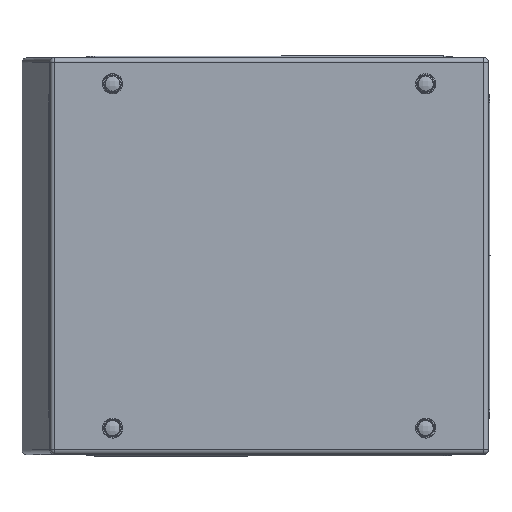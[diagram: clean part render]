
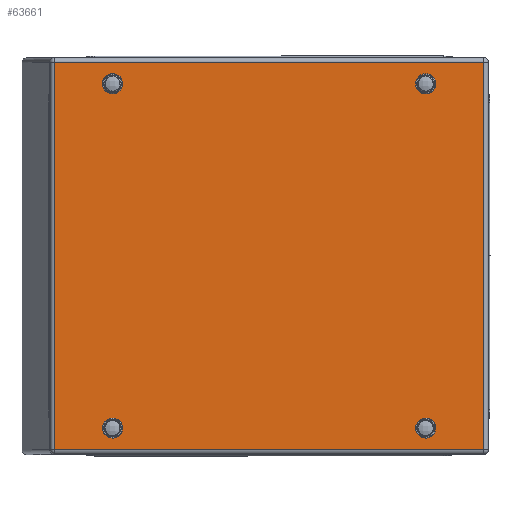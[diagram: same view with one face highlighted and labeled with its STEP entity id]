
A CAD part, top view. The second image highlights one B-rep face of the part: STEP entity #63661.
In plain terms, the highlighted planar face has unit normal (0, 0, 1).
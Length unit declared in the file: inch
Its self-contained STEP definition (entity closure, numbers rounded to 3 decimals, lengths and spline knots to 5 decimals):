
#1179 = VERTEX_POINT ( 'NONE', #8752 ) ;
#1683 = FACE_BOUND ( 'NONE', #10561, .T. ) ;
#2971 = DIRECTION ( 'NONE',  ( 0., 0., 1. ) ) ;
#3988 = VERTEX_POINT ( 'NONE', #52245 ) ;
#4257 = ORIENTED_EDGE ( 'NONE', *, *, #66631, .T. ) ;
#4576 = VERTEX_POINT ( 'NONE', #40626 ) ;
#4927 = DIRECTION ( 'NONE',  ( 0., -1., 0. ) ) ;
#5755 = EDGE_LOOP ( 'NONE', ( #12105 ) ) ;
#6555 = VECTOR ( 'NONE', #18483, 39.37008 ) ;
#7573 = EDGE_LOOP ( 'NONE', ( #61259 ) ) ;
#8663 = LINE ( 'NONE', #19180, #18946 ) ;
#8752 = CARTESIAN_POINT ( 'NONE',  ( 0.11, 9.39, 4.748 ) ) ;
#9293 = DIRECTION ( 'NONE',  ( 1., 0., 0. ) ) ;
#9836 = EDGE_CURVE ( 'NONE', #20817, #3988, #8663, .T. ) ;
#10218 = ORIENTED_EDGE ( 'NONE', *, *, #56048, .T. ) ;
#10561 = EDGE_LOOP ( 'NONE', ( #51011 ) ) ;
#10835 = DIRECTION ( 'NONE',  ( 0., 0., 1. ) ) ;
#12105 = ORIENTED_EDGE ( 'NONE', *, *, #13166, .F. ) ;
#12901 = VERTEX_POINT ( 'NONE', #65254 ) ;
#13166 = EDGE_CURVE ( 'NONE', #60575, #60575, #28082, .T. ) ;
#13599 = EDGE_CURVE ( 'NONE', #45558, #45558, #21566, .T. ) ;
#13751 = DIRECTION ( 'NONE',  ( 0., 0., 1. ) ) ;
#13786 = DIRECTION ( 'NONE',  ( 0., 0., 1. ) ) ;
#15167 = DIRECTION ( 'NONE',  ( 0., 0., 1. ) ) ;
#17328 = FACE_BOUND ( 'NONE', #7573, .T. ) ;
#17551 = EDGE_LOOP ( 'NONE', ( #63154 ) ) ;
#18483 = DIRECTION ( 'NONE',  ( 0., 1., 0. ) ) ;
#18495 = CARTESIAN_POINT ( 'NONE',  ( 9., 0.625, 4.748 ) ) ;
#18504 = LINE ( 'NONE', #39287, #44617 ) ;
#18585 = FACE_OUTER_BOUND ( 'NONE', #54995, .T. ) ;
#18946 = VECTOR ( 'NONE', #9293, 39.37008 ) ;
#19180 = CARTESIAN_POINT ( 'NONE',  ( 10.5, 0.11, 4.748 ) ) ;
#20283 = AXIS2_PLACEMENT_3D ( 'NONE', #18495, #13751, #24612 ) ;
#20817 = VERTEX_POINT ( 'NONE', #52547 ) ;
#20925 = ORIENTED_EDGE ( 'NONE', *, *, #9836, .T. ) ;
#21566 = CIRCLE ( 'NONE', #28110, 0.14 ) ;
#23642 = DIRECTION ( 'NONE',  ( 0., -1., 0. ) ) ;
#23698 = FACE_BOUND ( 'NONE', #5755, .T. ) ;
#24069 = DIRECTION ( 'NONE',  ( 0., -1., 0. ) ) ;
#24286 = DIRECTION ( 'NONE',  ( 0., -1., 0. ) ) ;
#24612 = DIRECTION ( 'NONE',  ( 0., -1., 0. ) ) ;
#28033 = LINE ( 'NONE', #33096, #6555 ) ;
#28082 = CIRCLE ( 'NONE', #63894, 0.14 ) ;
#28110 = AXIS2_PLACEMENT_3D ( 'NONE', #50519, #13786, #23642 ) ;
#29303 = CARTESIAN_POINT ( 'NONE',  ( 1.5, 0.485, 4.748 ) ) ;
#29803 = FACE_BOUND ( 'NONE', #17551, .T. ) ;
#30589 = CARTESIAN_POINT ( 'NONE',  ( 1.5, 8.875, 4.748 ) ) ;
#31315 = EDGE_CURVE ( 'NONE', #63240, #63240, #42849, .T. ) ;
#33096 = CARTESIAN_POINT ( 'NONE',  ( 10.39, 9.5, 4.748 ) ) ;
#36592 = DIRECTION ( 'NONE',  ( -1., 0., 0. ) ) ;
#37062 = ORIENTED_EDGE ( 'NONE', *, *, #59280, .T. ) ;
#39287 = CARTESIAN_POINT ( 'NONE',  ( 0.11, 0., 4.748 ) ) ;
#39494 = CARTESIAN_POINT ( 'NONE',  ( 1.5, 8.735, 4.748 ) ) ;
#40344 = PLANE ( 'NONE',  #57097 ) ;
#40626 = CARTESIAN_POINT ( 'NONE',  ( 10.39, 9.39, 4.748 ) ) ;
#40777 = DIRECTION ( 'NONE',  ( 0., -1., 0. ) ) ;
#41650 = EDGE_CURVE ( 'NONE', #12901, #12901, #54045, .T. ) ;
#42000 = CARTESIAN_POINT ( 'NONE',  ( 0., 9.39, 4.748 ) ) ;
#42849 = CIRCLE ( 'NONE', #45039, 0.14 ) ;
#44617 = VECTOR ( 'NONE', #24286, 39.37008 ) ;
#45039 = AXIS2_PLACEMENT_3D ( 'NONE', #49593, #2971, #24069 ) ;
#45558 = VERTEX_POINT ( 'NONE', #29303 ) ;
#46109 = LINE ( 'NONE', #42000, #47575 ) ;
#47575 = VECTOR ( 'NONE', #36592, 39.37008 ) ;
#47949 = CARTESIAN_POINT ( 'NONE',  ( 9., 8.735, 4.748 ) ) ;
#49593 = CARTESIAN_POINT ( 'NONE',  ( 9., 8.875, 4.748 ) ) ;
#50519 = CARTESIAN_POINT ( 'NONE',  ( 1.5, 0.625, 4.748 ) ) ;
#51011 = ORIENTED_EDGE ( 'NONE', *, *, #41650, .F. ) ;
#52245 = CARTESIAN_POINT ( 'NONE',  ( 10.39, 0.11, 4.748 ) ) ;
#52547 = CARTESIAN_POINT ( 'NONE',  ( 0.11, 0.11, 4.748 ) ) ;
#54045 = CIRCLE ( 'NONE', #20283, 0.14 ) ;
#54995 = EDGE_LOOP ( 'NONE', ( #4257, #37062, #20925, #10218 ) ) ;
#56048 = EDGE_CURVE ( 'NONE', #3988, #4576, #28033, .T. ) ;
#57097 = AXIS2_PLACEMENT_3D ( 'NONE', #58829, #15167, #4927 ) ;
#58829 = CARTESIAN_POINT ( 'NONE',  ( 5.25, 4.75, 4.748 ) ) ;
#59280 = EDGE_CURVE ( 'NONE', #1179, #20817, #18504, .T. ) ;
#60575 = VERTEX_POINT ( 'NONE', #39494 ) ;
#61259 = ORIENTED_EDGE ( 'NONE', *, *, #31315, .F. ) ;
#63154 = ORIENTED_EDGE ( 'NONE', *, *, #13599, .F. ) ;
#63240 = VERTEX_POINT ( 'NONE', #47949 ) ;
#63661 = ADVANCED_FACE ( 'NONE', ( #18585, #1683, #29803, #23698, #17328 ), #40344, .T. ) ;
#63894 = AXIS2_PLACEMENT_3D ( 'NONE', #30589, #10835, #40777 ) ;
#65254 = CARTESIAN_POINT ( 'NONE',  ( 9., 0.485, 4.748 ) ) ;
#66631 = EDGE_CURVE ( 'NONE', #4576, #1179, #46109, .T. ) ;
